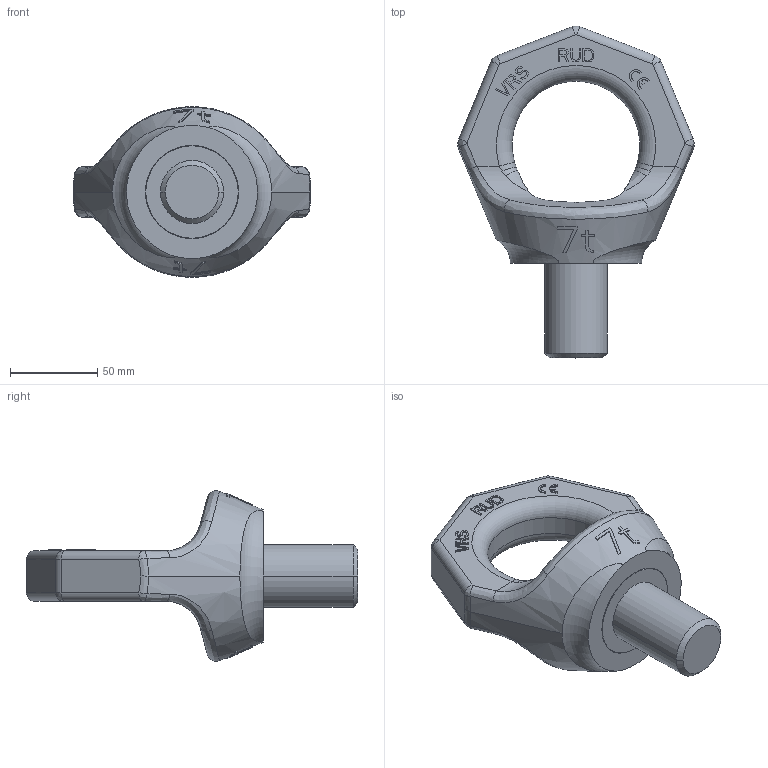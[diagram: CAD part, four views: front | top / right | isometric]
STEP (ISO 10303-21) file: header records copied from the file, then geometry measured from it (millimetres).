
FILE_DESCRIPTION((''),'2;1');
FILE_NAME('001-M32986-P-1_ASM','2018-08-21T',('Andreas.Wendler'),(''),'PRO/ENGINEER BY PARAMETRIC TECHNOLOGY CORPORATION, 2011490','PRO/ENGINEER BY PARAMETRIC TECHNOLOGY CORPORATION, 2011490','');
FILE_SCHEMA(('CONFIG_CONTROL_DESIGN'));
Length unit declared in the file: millimetre
Products named in the file (3): 001-M32986-P-1; 001-M32456-P-1; 001-M32986-P-1_ASM
Assembly tree (2 placements, depth 2):
  001-M32986-P-1_ASM
    001-M32986-P-1
    001-M32456-P-1
Bounding box: 135.45 x 189.76 x 97.51 mm (x, y, z)
Volume: 443568.6 mm3; surface area: 67885.6 mm2
Topology: 2 solids, 2 shells, 475 faces, 1311 edges, 860 vertices
Faces by surface type: plane 390, bspline 44, cylinder 33, torus 6, cone 2
Entity records: 17331 total; most frequent: CARTESIAN_POINT 5599, ORIENTED_EDGE 2622, DIRECTION 2083, EDGE_CURVE 1311, VECTOR 1027, LINE 1027, VERTEX_POINT 860, AXIS2_PLACEMENT_3D 528
